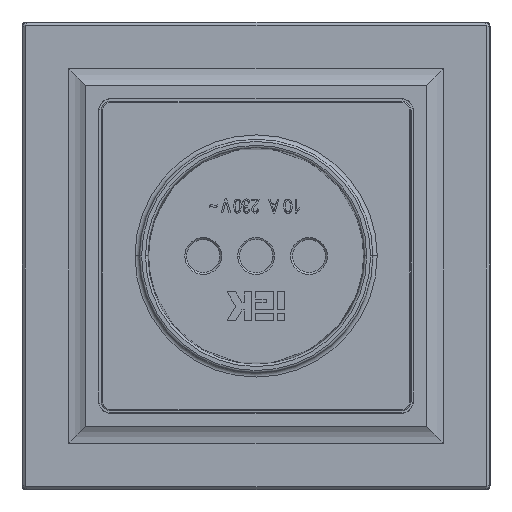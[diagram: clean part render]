
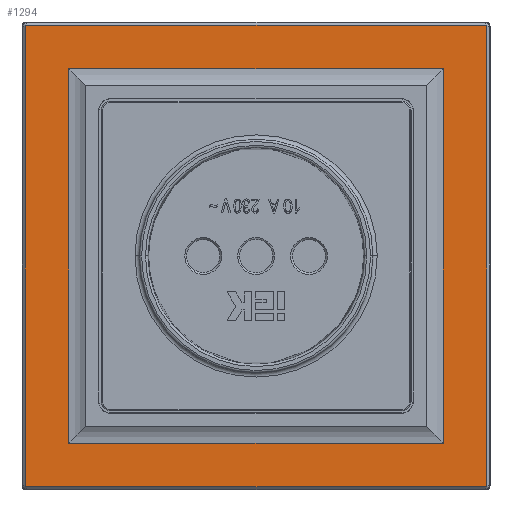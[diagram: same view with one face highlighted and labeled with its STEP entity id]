
A CAD part, top view. The second image highlights one B-rep face of the part: STEP entity #1294.
In plain terms, the highlighted planar face has unit normal (0, 0, 1).
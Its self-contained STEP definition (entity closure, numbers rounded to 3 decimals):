
#227 = DIRECTION ( 'NONE',  ( 0., -1., 0. ) ) ;
#575 = EDGE_CURVE ( 'NONE', #15928, #1111, #5019, .T. ) ;
#781 = CARTESIAN_POINT ( 'NONE',  ( -0.273, 82.675, 0. ) ) ;
#994 = CARTESIAN_POINT ( 'NONE',  ( 82.675, 82.745, 0. ) ) ;
#1082 = CARTESIAN_POINT ( 'NONE',  ( 82.648, 82.808, 0. ) ) ;
#1111 = VERTEX_POINT ( 'NONE', #5075 ) ;
#1195 = VECTOR ( 'NONE', #8045, 1000. ) ;
#1294 = ADVANCED_FACE ( 'NONE', ( #16855, #7356 ), #12590, .T. ) ;
#1411 = CARTESIAN_POINT ( 'NONE',  ( 74.844, 75.117, 0. ) ) ;
#1782 = CARTESIAN_POINT ( 'NONE',  ( -0.136, 0.027, 0. ) ) ;
#1800 = CARTESIAN_POINT ( 'NONE',  ( 82.675, 82.675, 0. ) ) ;
#2187 = CARTESIAN_POINT ( 'NONE',  ( -0.273, 0.273, 0. ) ) ;
#2303 = VERTEX_POINT ( 'NONE', #781 ) ;
#2391 = EDGE_CURVE ( 'NONE', #3881, #15221, #7970, .T. ) ;
#2528 = CARTESIAN_POINT ( 'NONE',  ( 82.402, 0., 0. ) ) ;
#2548 = ORIENTED_EDGE ( 'NONE', *, *, #15340, .T. ) ;
#2607 = CARTESIAN_POINT ( 'NONE',  ( 41.201, 82.948, 0. ) ) ;
#2773 = CARTESIAN_POINT ( 'NONE',  ( -0.134, 82.921, 0. ) ) ;
#2940 = CARTESIAN_POINT ( 'NONE',  ( 82.675, 0.273, 0. ) ) ;
#2942 = CARTESIAN_POINT ( 'NONE',  ( 0., 82.948, 0. ) ) ;
#3043 = B_SPLINE_CURVE_WITH_KNOTS ( 'NONE', 3,
 ( #2942, #9700, #2773, #5753, #6726, #14835 ),
 .UNSPECIFIED., .F., .F.,
 ( 4, 2, 4 ),
 ( 0., 0.5, 1. ),
 .UNSPECIFIED. ) ;
#3054 = ORIENTED_EDGE ( 'NONE', *, *, #11208, .T. ) ;
#3102 = CARTESIAN_POINT ( 'NONE',  ( -0.273, 0.273, 0. ) ) ;
#3660 = CARTESIAN_POINT ( 'NONE',  ( 41.201, 41.474, 0. ) ) ;
#3821 = CARTESIAN_POINT ( 'NONE',  ( 7.558, 75.117, 0. ) ) ;
#3881 = VERTEX_POINT ( 'NONE', #16111 ) ;
#4014 = DIRECTION ( 'NONE',  ( -1., 0., 0. ) ) ;
#4354 = EDGE_LOOP ( 'NONE', ( #14829, #12146, #10780, #13424, #11173, #14333, #3054, #8325 ) ) ;
#4419 = ORIENTED_EDGE ( 'NONE', *, *, #5819, .T. ) ;
#4503 = CARTESIAN_POINT ( 'NONE',  ( -0.072, 0., 0. ) ) ;
#4615 = CARTESIAN_POINT ( 'NONE',  ( 82.675, 82.675, 0. ) ) ;
#4628 = DIRECTION ( 'NONE',  ( -1., 0., 0. ) ) ;
#4789 = CARTESIAN_POINT ( 'NONE',  ( 7.558, 71.117, 0. ) ) ;
#4987 = CARTESIAN_POINT ( 'NONE',  ( 82.675, 0.2, 0. ) ) ;
#5019 = LINE ( 'NONE', #6174, #16252 ) ;
#5075 = CARTESIAN_POINT ( 'NONE',  ( 74.844, 7.831, 0. ) ) ;
#5113 = ORIENTED_EDGE ( 'NONE', *, *, #15544, .T. ) ;
#5316 = LINE ( 'NONE', #10176, #1195 ) ;
#5321 = LINE ( 'NONE', #6565, #10174 ) ;
#5753 = CARTESIAN_POINT ( 'NONE',  ( -0.245, 82.811, 0. ) ) ;
#5819 = EDGE_CURVE ( 'NONE', #10809, #5999, #6206, .T. ) ;
#5999 = VERTEX_POINT ( 'NONE', #3821 ) ;
#6174 = CARTESIAN_POINT ( 'NONE',  ( 74.844, 11.831, 0. ) ) ;
#6206 = LINE ( 'NONE', #4789, #9997 ) ;
#6565 = CARTESIAN_POINT ( 'NONE',  ( 41.201, 0., 0. ) ) ;
#6721 = VECTOR ( 'NONE', #6991, 1000. ) ;
#6726 = CARTESIAN_POINT ( 'NONE',  ( -0.273, 82.747, 0. ) ) ;
#6991 = DIRECTION ( 'NONE',  ( 0., 1., 0. ) ) ;
#7356 = FACE_OUTER_BOUND ( 'NONE', #4354, .T. ) ;
#7439 = ORIENTED_EDGE ( 'NONE', *, *, #575, .T. ) ;
#7605 = DIRECTION ( 'NONE',  ( 0., 1., 0. ) ) ;
#7660 = DIRECTION ( 'NONE',  ( 0., -1., 0. ) ) ;
#7879 = CARTESIAN_POINT ( 'NONE',  ( 82.675, 0.273, 0. ) ) ;
#7970 = LINE ( 'NONE', #2607, #16577 ) ;
#8045 = DIRECTION ( 'NONE',  ( 1., 0., 0. ) ) ;
#8254 = CARTESIAN_POINT ( 'NONE',  ( 0., 82.948, 0. ) ) ;
#8325 = ORIENTED_EDGE ( 'NONE', *, *, #16847, .T. ) ;
#8485 = B_SPLINE_CURVE_WITH_KNOTS ( 'NONE', 3,
 ( #2528, #10595, #9287, #14503, #4987, #7879 ),
 .UNSPECIFIED., .F., .F.,
 ( 4, 2, 4 ),
 ( 0., 0.5, 1. ),
 .UNSPECIFIED. ) ;
#8495 = VERTEX_POINT ( 'NONE', #2940 ) ;
#8868 = CARTESIAN_POINT ( 'NONE',  ( 82.402, 0., 0. ) ) ;
#8918 = B_SPLINE_CURVE_WITH_KNOTS ( 'NONE', 3,
 ( #4615, #994, #1082, #14046, #11195, #10061 ),
 .UNSPECIFIED., .F., .F.,
 ( 4, 2, 4 ),
 ( 0., 0.5, 1. ),
 .UNSPECIFIED. ) ;
#8992 = VECTOR ( 'NONE', #227, 1000. ) ;
#9109 = DIRECTION ( 'NONE',  ( 1., 0., 0. ) ) ;
#9287 = CARTESIAN_POINT ( 'NONE',  ( 82.536, 0.027, 0. ) ) ;
#9655 = LINE ( 'NONE', #9741, #16271 ) ;
#9700 = CARTESIAN_POINT ( 'NONE',  ( -0.07, 82.948, 0. ) ) ;
#9741 = CARTESIAN_POINT ( 'NONE',  ( 11.558, 7.831, 0. ) ) ;
#9997 = VECTOR ( 'NONE', #7605, 1000. ) ;
#10061 = CARTESIAN_POINT ( 'NONE',  ( 82.402, 82.948, 0. ) ) ;
#10072 = DIRECTION ( 'NONE',  ( 0., 0., 1. ) ) ;
#10174 = VECTOR ( 'NONE', #9109, 1000. ) ;
#10176 = CARTESIAN_POINT ( 'NONE',  ( 70.843, 75.117, 0. ) ) ;
#10535 = EDGE_LOOP ( 'NONE', ( #5113, #7439, #2548, #4419 ) ) ;
#10595 = CARTESIAN_POINT ( 'NONE',  ( 82.473, 0., 0. ) ) ;
#10605 = CARTESIAN_POINT ( 'NONE',  ( 7.558, 7.831, 0. ) ) ;
#10652 = EDGE_CURVE ( 'NONE', #12890, #15310, #17124, .T. ) ;
#10780 = ORIENTED_EDGE ( 'NONE', *, *, #11631, .T. ) ;
#10809 = VERTEX_POINT ( 'NONE', #10605 ) ;
#11173 = ORIENTED_EDGE ( 'NONE', *, *, #16598, .T. ) ;
#11175 = CARTESIAN_POINT ( 'NONE',  ( -0.246, 0.139, 0. ) ) ;
#11195 = CARTESIAN_POINT ( 'NONE',  ( 82.474, 82.948, 0. ) ) ;
#11196 = CARTESIAN_POINT ( 'NONE',  ( 82.675, 41.474, 0. ) ) ;
#11208 = EDGE_CURVE ( 'NONE', #8495, #16939, #13785, .T. ) ;
#11631 = EDGE_CURVE ( 'NONE', #2303, #12890, #12563, .T. ) ;
#11931 = CARTESIAN_POINT ( 'NONE',  ( 0., 0., 0. ) ) ;
#12146 = ORIENTED_EDGE ( 'NONE', *, *, #14565, .T. ) ;
#12473 = CARTESIAN_POINT ( 'NONE',  ( -0.273, 0.202, 0. ) ) ;
#12563 = LINE ( 'NONE', #16570, #8992 ) ;
#12590 = PLANE ( 'NONE',  #16001 ) ;
#12890 = VERTEX_POINT ( 'NONE', #2187 ) ;
#13014 = EDGE_CURVE ( 'NONE', #16277, #8495, #8485, .T. ) ;
#13424 = ORIENTED_EDGE ( 'NONE', *, *, #10652, .T. ) ;
#13785 = LINE ( 'NONE', #11196, #6721 ) ;
#14046 = CARTESIAN_POINT ( 'NONE',  ( 82.538, 82.92, 0. ) ) ;
#14333 = ORIENTED_EDGE ( 'NONE', *, *, #13014, .T. ) ;
#14503 = CARTESIAN_POINT ( 'NONE',  ( 82.647, 0.137, 0. ) ) ;
#14565 = EDGE_CURVE ( 'NONE', #15221, #2303, #3043, .T. ) ;
#14829 = ORIENTED_EDGE ( 'NONE', *, *, #2391, .T. ) ;
#14835 = CARTESIAN_POINT ( 'NONE',  ( -0.273, 82.675, 0. ) ) ;
#14997 = CARTESIAN_POINT ( 'NONE',  ( 0., 0., 0. ) ) ;
#15221 = VERTEX_POINT ( 'NONE', #8254 ) ;
#15310 = VERTEX_POINT ( 'NONE', #11931 ) ;
#15315 = DIRECTION ( 'NONE',  ( -1., 0., 0. ) ) ;
#15340 = EDGE_CURVE ( 'NONE', #1111, #10809, #9655, .T. ) ;
#15544 = EDGE_CURVE ( 'NONE', #5999, #15928, #5316, .T. ) ;
#15928 = VERTEX_POINT ( 'NONE', #1411 ) ;
#16001 = AXIS2_PLACEMENT_3D ( 'NONE', #3660, #10072, #4628 ) ;
#16111 = CARTESIAN_POINT ( 'NONE',  ( 82.402, 82.948, 0. ) ) ;
#16252 = VECTOR ( 'NONE', #7660, 1000. ) ;
#16271 = VECTOR ( 'NONE', #15315, 1000. ) ;
#16277 = VERTEX_POINT ( 'NONE', #8868 ) ;
#16570 = CARTESIAN_POINT ( 'NONE',  ( -0.273, 41.474, 0. ) ) ;
#16577 = VECTOR ( 'NONE', #4014, 1000. ) ;
#16598 = EDGE_CURVE ( 'NONE', #15310, #16277, #5321, .T. ) ;
#16847 = EDGE_CURVE ( 'NONE', #16939, #3881, #8918, .T. ) ;
#16855 = FACE_BOUND ( 'NONE', #10535, .T. ) ;
#16939 = VERTEX_POINT ( 'NONE', #1800 ) ;
#17124 = B_SPLINE_CURVE_WITH_KNOTS ( 'NONE', 3,
 ( #3102, #12473, #11175, #1782, #4503, #14997 ),
 .UNSPECIFIED., .F., .F.,
 ( 4, 2, 4 ),
 ( 0., 0.5, 1. ),
 .UNSPECIFIED. ) ;
